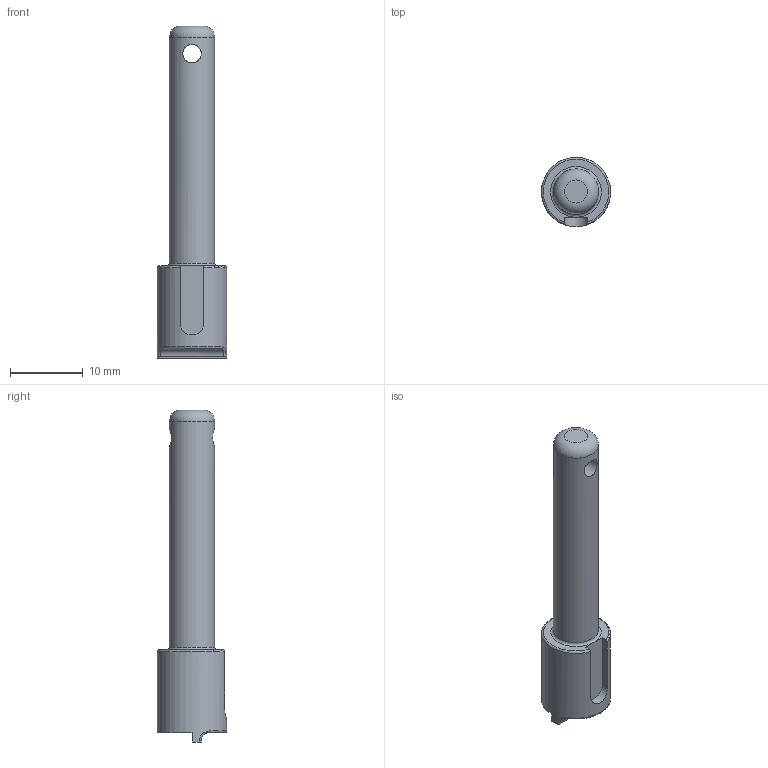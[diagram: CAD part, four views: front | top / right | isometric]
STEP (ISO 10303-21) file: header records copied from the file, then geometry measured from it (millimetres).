
FILE_DESCRIPTION(/* description */ (''),/* implementation_level */ '2;1');
FILE_NAME(/* name */ 'Cannon Trigger v3.step',/* time_stamp */ '2024-08-29T18:52:00-07:00',/* author */ (''),/* organization */ (''),/* preprocessor_version */ 'ST-DEVELOPER v20',/* originating_system */ 'Autodesk Translation Framework v13.14.0.145',/* authorisation */ '');
FILE_SCHEMA (('AUTOMOTIVE_DESIGN { 1 0 10303 214 3 1 1 }'));
Length unit declared in the file: inch
Products named in the file (1): Cannon Trigger
Bounding box: 9.53 x 9.53 x 45.72 mm (x, y, z)
Volume: 1761.7 mm3; surface area: 1186.1 mm2
Topology: 1 solids, 1 shells, 23 faces, 54 edges, 34 vertices
Faces by surface type: plane 10, cylinder 7, torus 4, bspline 2
Full cylindrical faces by diameter (mm): 2.54 x1, 6.223 x1, 9.525 x1
Entity records: 856 total; most frequent: CARTESIAN_POINT 291, DIRECTION 111, ORIENTED_EDGE 108, EDGE_CURVE 54, AXIS2_PLACEMENT_3D 44, VERTEX_POINT 34, EDGE_LOOP 26, FACE_OUTER_BOUND 23
